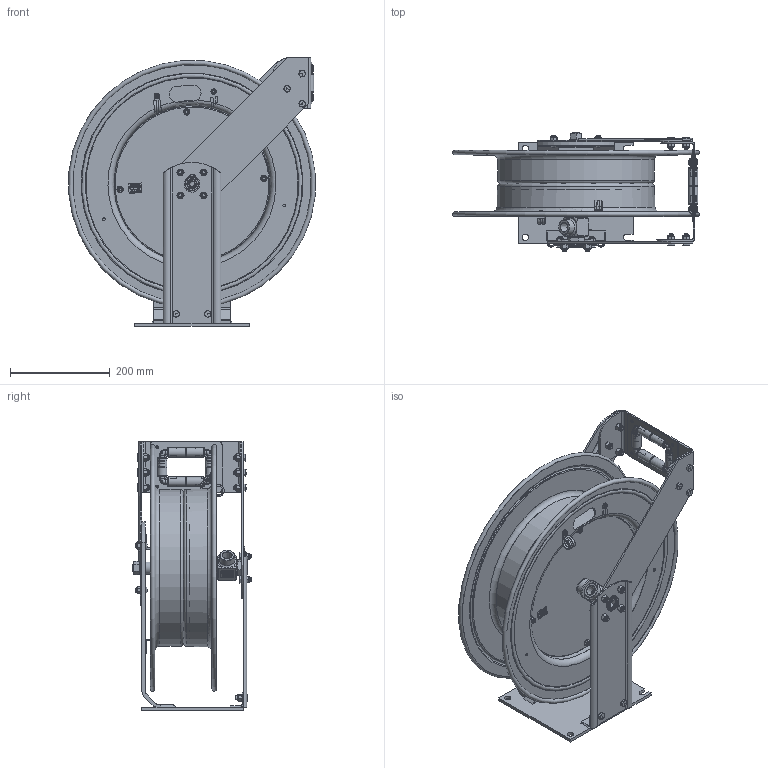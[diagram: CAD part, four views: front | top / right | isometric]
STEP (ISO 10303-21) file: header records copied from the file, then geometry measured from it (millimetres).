
FILE_DESCRIPTION(/* description */ (''),/* implementation_level */ '2;1');
FILE_NAME(/* name */ 'TSHL-N-450_SHARED.stp',/* time_stamp */ '2020-01-24T13:34:26-07:00',/* author */ ('NMelton'),/* organization */ (''),/* preprocessor_version */ 'ST-DEVELOPER v17',/* originating_system */ 'Autodesk Inventor 2019',/* authorisation */ '');
FILE_SCHEMA (('AUTOMOTIVE_DESIGN { 1 0 10303 214 3 1 1 }'));
Products named in the file (1): TSHL-N-450_SHARED
Bounding box: 493.89 x 237.12 x 538.47 mm (x, y, z)
Surface area: 1608428.6 mm2 (no closed solid volume)
Topology: 0 solids, 229 shells, 2910 faces, 12776 edges, 9644 vertices
Faces by surface type: plane 1411, cylinder 672, bspline 430, cone 240, torus 98, sphere 59
Full cylindrical faces by diameter (mm): 1.981 x2, 2.159 x2, 2.54 x1, 3.048 x1, 4.699 x4, 4.826 x2, 5.588 x4, 6.35 x8, 7.938 x12, 8.731 x4, 9.525 x1, 10.414 x1, 11.176 x1, 11.43 x11, 12.192 x16, 12.7 x3, 15.875 x1, 17.882 x1, 19.05 x7, 23.876 x1, 25.324 x2, 25.362 x1, 26.314 x1, 27.94 x2, 28.575 x1, 30.15 x1, 31.623 x1, 33.274 x1, 33.401 x1, 39.624 x1
Entity records: 138433 total; most frequent: CARTESIAN_POINT 39457, ORIENTED_EDGE 18244, DIRECTION 17720, EDGE_CURVE 12677, VERTEX_POINT 9644, LINE 6890, VECTOR 6890, AXIS2_PLACEMENT_3D 5415
